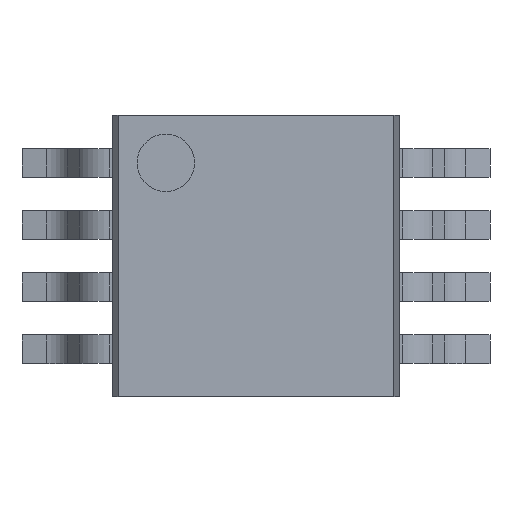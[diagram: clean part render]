
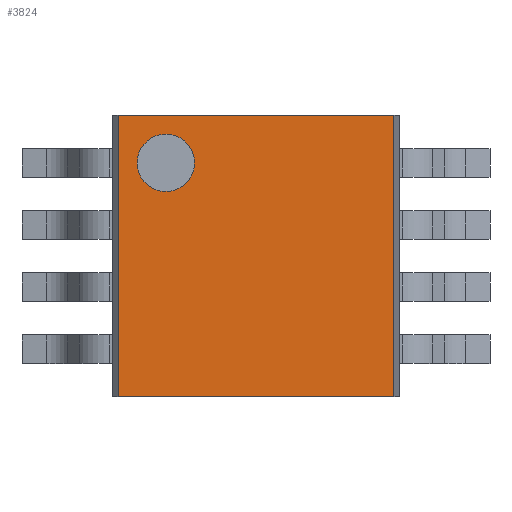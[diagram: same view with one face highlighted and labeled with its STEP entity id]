
A CAD part, top view. The second image highlights one B-rep face of the part: STEP entity #3824.
In plain terms, the highlighted planar face has unit normal (0, 0, 1).
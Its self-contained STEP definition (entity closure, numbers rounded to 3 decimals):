
#3527=CARTESIAN_POINT('',(-1.244,0.975,1.1));
#3528=VERTEX_POINT('',#3527);
#3537=CARTESIAN_POINT('',(-0.644,0.975,1.1));
#3538=VERTEX_POINT('',#3537);
#3539=CARTESIAN_POINT('',(-0.944,0.975,1.1));
#3540=DIRECTION('',(0.0,0.0,-1.0));
#3541=DIRECTION('',(-1.0,0.0,0.0));
#3542=AXIS2_PLACEMENT_3D('',#3539,#3540,#3541);
#3543=CIRCLE('',#3542,0.3);
#3544=EDGE_CURVE('',#3538,#3528,#3543,.T.);
#3595=CARTESIAN_POINT('',(1.444,-1.475,1.1));
#3596=VERTEX_POINT('',#3595);
#3603=CARTESIAN_POINT('',(-1.444,-1.475,1.1));
#3604=VERTEX_POINT('',#3603);
#3605=CARTESIAN_POINT('',(-1.444,-1.475,1.1));
#3606=DIRECTION('',(1.0,0.0,0.0));
#3607=VECTOR('',#3606,2.889);
#3608=LINE('',#3605,#3607);
#3609=EDGE_CURVE('',#3604,#3596,#3608,.T.);
#3753=CARTESIAN_POINT('',(-0.944,0.975,1.1));
#3754=DIRECTION('',(0.0,0.0,-1.0));
#3755=DIRECTION('',(-1.0,0.0,0.0));
#3756=AXIS2_PLACEMENT_3D('',#3753,#3754,#3755);
#3757=CIRCLE('',#3756,0.3);
#3758=EDGE_CURVE('',#3528,#3538,#3757,.T.);
#3780=CARTESIAN_POINT('',(1.444,1.475,1.1));
#3781=VERTEX_POINT('',#3780);
#3788=CARTESIAN_POINT('',(1.444,-1.475,1.1));
#3789=DIRECTION('',(0.0,1.0,0.0));
#3790=VECTOR('',#3789,2.95);
#3791=LINE('',#3788,#3790);
#3792=EDGE_CURVE('',#3596,#3781,#3791,.T.);
#3797=CARTESIAN_POINT('',(1.444,-1.625,1.1));
#3798=DIRECTION('',(0.0,0.0,1.0));
#3799=DIRECTION('',(1.0,0.0,0.0));
#3800=AXIS2_PLACEMENT_3D('',#3797,#3798,#3799);
#3801=PLANE('',#3800);
#3802=ORIENTED_EDGE('',*,*,#3609,.T.);
#3803=ORIENTED_EDGE('',*,*,#3792,.T.);
#3804=CARTESIAN_POINT('',(-1.444,1.475,1.1));
#3805=VERTEX_POINT('',#3804);
#3806=CARTESIAN_POINT('',(1.444,1.475,1.1));
#3807=DIRECTION('',(-1.0,0.0,0.0));
#3808=VECTOR('',#3807,2.889);
#3809=LINE('',#3806,#3808);
#3810=EDGE_CURVE('',#3781,#3805,#3809,.T.);
#3811=ORIENTED_EDGE('',*,*,#3810,.T.);
#3812=CARTESIAN_POINT('',(-1.444,-1.475,1.1));
#3813=DIRECTION('',(0.0,1.0,0.0));
#3814=VECTOR('',#3813,2.95);
#3815=LINE('',#3812,#3814);
#3816=EDGE_CURVE('',#3604,#3805,#3815,.T.);
#3817=ORIENTED_EDGE('',*,*,#3816,.F.);
#3818=EDGE_LOOP('',(#3802,#3803,#3811,#3817));
#3819=FACE_OUTER_BOUND('',#3818,.T.);
#3820=ORIENTED_EDGE('',*,*,#3758,.T.);
#3821=ORIENTED_EDGE('',*,*,#3544,.T.);
#3822=EDGE_LOOP('',(#3820,#3821));
#3823=FACE_BOUND('',#3822,.T.);
#3824=ADVANCED_FACE('',(#3819,#3823),#3801,.T.);
